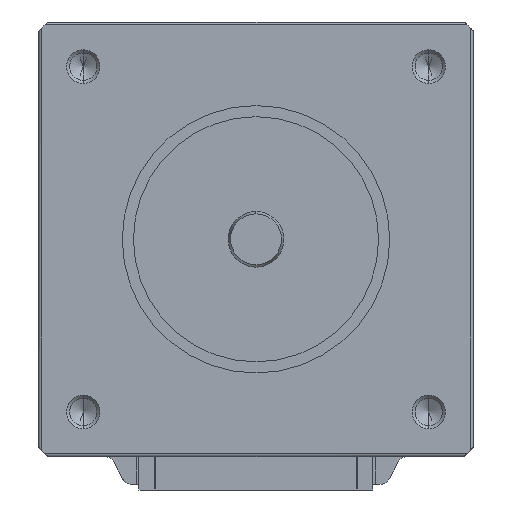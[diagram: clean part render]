
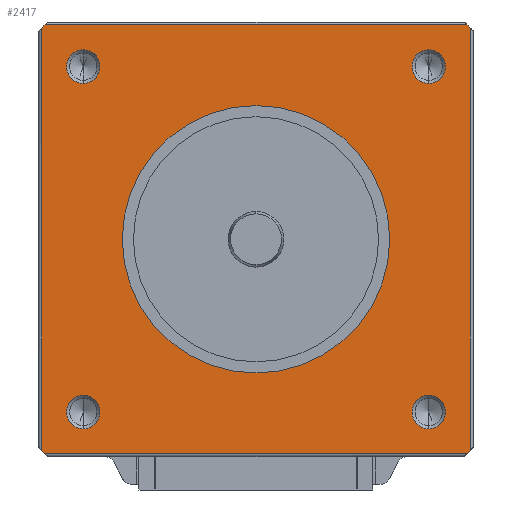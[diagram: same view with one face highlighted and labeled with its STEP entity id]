
A CAD part, left-side view. The second image highlights one B-rep face of the part: STEP entity #2417.
In plain terms, the highlighted planar face has unit normal (-1, 0, 0).
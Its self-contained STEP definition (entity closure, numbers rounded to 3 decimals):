
#1460=CARTESIAN_POINT('POINT1865',(0.,15.5,
   -14.));
#1461=VERTEX_POINT('VERTEX1865',#1460);
#1468=CARTESIAN_POINT('POINT1866',(0.,15.5,
   -17.));
#1469=VERTEX_POINT('VERTEX1866',#1468);
#1470=CARTESIAN_POINT('POS2675',(0.,15.5,
   -15.5));
#1471=DIRECTION('DIR4223',(1.,0.,0.));
#1472=DIRECTION('DIR4224',(0.,0.,1.));
#1473=AXIS2_PLACEMENT_3D('AXIS1549',#1470,#1471,#1472);
#1474=CIRCLE('ELLIPSE896',#1473,1.5);
#1475=EDGE_CURVE('EDGE2736',#1469,#1461,#1474,.T.);
#1495=EDGE_CURVE('EDGE2738',#1461,#1469,#1474,.T.);
#1500=CARTESIAN_POINT('POINT1867',(0.,-15.5,
   -14.));
#1501=VERTEX_POINT('VERTEX1867',#1500);
#1508=CARTESIAN_POINT('POINT1868',(0.,-15.5,
   -17.));
#1509=VERTEX_POINT('VERTEX1868',#1508);
#1510=CARTESIAN_POINT('POS2679',(0.,-15.5,
   -15.5));
#1511=DIRECTION('DIR4229',(1.,0.,0.));
#1512=DIRECTION('DIR4230',(0.,0.,1.));
#1513=AXIS2_PLACEMENT_3D('AXIS1551',#1510,#1511,#1512);
#1514=CIRCLE('ELLIPSE897',#1513,1.5);
#1515=EDGE_CURVE('EDGE2740',#1509,#1501,#1514,.T.);
#1535=EDGE_CURVE('EDGE2742',#1501,#1509,#1514,.T.);
#1540=CARTESIAN_POINT('POINT1869',(0.,15.5,
   17.));
#1541=VERTEX_POINT('VERTEX1869',#1540);
#1548=CARTESIAN_POINT('POINT1870',(0.,15.5,
   14.));
#1549=VERTEX_POINT('VERTEX1870',#1548);
#1550=CARTESIAN_POINT('POS2683',(0.,15.5,
   15.5));
#1551=DIRECTION('DIR4235',(1.,0.,0.));
#1552=DIRECTION('DIR4236',(0.,0.,1.));
#1553=AXIS2_PLACEMENT_3D('AXIS1553',#1550,#1551,#1552);
#1554=CIRCLE('ELLIPSE898',#1553,1.5);
#1555=EDGE_CURVE('EDGE2744',#1549,#1541,#1554,.T.);
#1575=EDGE_CURVE('EDGE2746',#1541,#1549,#1554,.T.);
#1580=CARTESIAN_POINT('POINT1871',(0.,-15.5,
   17.));
#1581=VERTEX_POINT('VERTEX1871',#1580);
#1588=CARTESIAN_POINT('POINT1872',(0.,-15.5,
   14.));
#1589=VERTEX_POINT('VERTEX1872',#1588);
#1590=CARTESIAN_POINT('POS2687',(0.,-15.5,
   15.5));
#1591=DIRECTION('DIR4241',(1.,0.,0.));
#1592=DIRECTION('DIR4242',(0.,0.,1.));
#1593=AXIS2_PLACEMENT_3D('AXIS1555',#1590,#1591,#1592);
#1594=CIRCLE('ELLIPSE899',#1593,1.5);
#1595=EDGE_CURVE('EDGE2748',#1589,#1581,#1594,.T.);
#1615=EDGE_CURVE('EDGE2750',#1581,#1589,#1594,.T.);
#1620=CARTESIAN_POINT('POINT1873',(0.,0.,
   -12.));
#1621=VERTEX_POINT('VERTEX1873',#1620);
#1628=CARTESIAN_POINT('POINT1874',(0.,0.,
   12.));
#1629=VERTEX_POINT('VERTEX1874',#1628);
#1630=CARTESIAN_POINT('POS2691',(0.,0.,0.));
#1631=DIRECTION('DIR4247',(1.,0.,0.));
#1632=DIRECTION('DIR4248',(0.,0.,-1.));
#1633=AXIS2_PLACEMENT_3D('AXIS1557',#1630,#1631,#1632);
#1634=CIRCLE('ELLIPSE900',#1633,12.);
#1635=EDGE_CURVE('EDGE2752',#1629,#1621,#1634,.T.);
#1655=EDGE_CURVE('EDGE2754',#1621,#1629,#1634,.T.);
#2194=CARTESIAN_POINT('POINT1898',(0.,18.932,
   19.25));
#2195=VERTEX_POINT('VERTEX1898',#2194);
#2213=CARTESIAN_POINT('POINT1900',(0.,
   -18.932,19.25));
#2214=VERTEX_POINT('VERTEX1900',#2213);
#2215=CARTESIAN_POINT('POS2724',(0.,19.5,19.25));
#2216=DIRECTION('DIR4296',(0.,1.,0.));
#2217=VECTOR('VEC1152',#2216,1.);
#2218=LINE('STRAIGHT1152',#2215,#2217);
#2219=EDGE_CURVE('EDGE2794',#2214,#2195,#2218,.T.);
#2254=CARTESIAN_POINT('POINT1903',(0.,19.25,
   18.932));
#2255=VERTEX_POINT('VERTEX1903',#2254);
#2279=CARTESIAN_POINT('POINT1905',(0.,19.25,
   -18.932));
#2280=VERTEX_POINT('VERTEX1905',#2279);
#2296=CARTESIAN_POINT('POS2728',(0.,19.25,-19.5));
#2297=DIRECTION('DIR4301',(0.,0.,-1.));
#2298=VECTOR('VEC1155',#2297,1.);
#2299=LINE('STRAIGHT1155',#2296,#2298);
#2300=EDGE_CURVE('EDGE2800',#2255,#2280,#2299,.T.);
#2312=CARTESIAN_POINT('POINT1907',(0.,
   18.932,-19.25));
#2313=VERTEX_POINT('VERTEX1907',#2312);
#2335=CARTESIAN_POINT('POINT1909',(0.,
   -18.932,-19.25));
#2336=VERTEX_POINT('VERTEX1909',#2335);
#2350=CARTESIAN_POINT('POS2731',(0.,-19.5,-19.25));
#2351=DIRECTION('DIR4305',(0.,-1.,0.));
#2352=VECTOR('VEC1157',#2351,1.);
#2353=LINE('STRAIGHT1157',#2350,#2352);
#2354=EDGE_CURVE('EDGE2804',#2313,#2336,#2353,.T.);
#2364=ORIENTED_EDGE('COEDGE5569',*,*,#1655,.T.);
#2365=ORIENTED_EDGE('COEDGE5570',*,*,#1635,.T.);
#2366=EDGE_LOOP('NONE',(#2364,#2365));
#2367=FACE_BOUND('LOOP1',#2366,.T.);
#2368=ORIENTED_EDGE('COEDGE5571',*,*,#1615,.T.);
#2369=ORIENTED_EDGE('COEDGE5572',*,*,#1595,.T.);
#2370=EDGE_LOOP('NONE',(#2368,#2369));
#2371=FACE_BOUND('LOOP1',#2370,.T.);
#2372=ORIENTED_EDGE('COEDGE5573',*,*,#1575,.T.);
#2373=ORIENTED_EDGE('COEDGE5574',*,*,#1555,.T.);
#2374=EDGE_LOOP('NONE',(#2372,#2373));
#2375=FACE_BOUND('LOOP1',#2374,.T.);
#2376=ORIENTED_EDGE('COEDGE5575',*,*,#1535,.T.);
#2377=ORIENTED_EDGE('COEDGE5576',*,*,#1515,.T.);
#2378=EDGE_LOOP('NONE',(#2376,#2377));
#2379=FACE_BOUND('LOOP1',#2378,.T.);
#2380=ORIENTED_EDGE('COEDGE5577',*,*,#1495,.T.);
#2381=ORIENTED_EDGE('COEDGE5578',*,*,#1475,.T.);
#2382=EDGE_LOOP('NONE',(#2380,#2381));
#2383=FACE_BOUND('LOOP1',#2382,.T.);
#2384=ORIENTED_EDGE('COEDGE5579',*,*,#2219,.T.);
#2385=CARTESIAN_POINT('POS2733',(0.,0.,
   0.));
#2386=DIRECTION('DIR4308',(-1.,0.,0.));
#2387=DIRECTION('DIR4309',(0.,0.,-1.));
#2388=AXIS2_PLACEMENT_3D('AXIS1576',#2385,#2386,#2387);
#2389=CIRCLE('ELLIPSE907',#2388,27.);
#2390=EDGE_CURVE('EDGE2805',#2195,#2255,#2389,.T.);
#2391=ORIENTED_EDGE('COEDGE5580',*,*,#2390,.T.);
#2392=ORIENTED_EDGE('COEDGE5581',*,*,#2300,.T.);
#2393=EDGE_CURVE('EDGE2806',#2280,#2313,#2389,.T.);
#2394=ORIENTED_EDGE('COEDGE5582',*,*,#2393,.T.);
#2395=ORIENTED_EDGE('COEDGE5583',*,*,#2354,.T.);
#2396=CARTESIAN_POINT('POINT1910',(0.,-19.25,
   -18.932));
#2397=VERTEX_POINT('VERTEX1910',#2396);
#2398=EDGE_CURVE('EDGE2807',#2336,#2397,#2389,.T.);
#2399=ORIENTED_EDGE('COEDGE5584',*,*,#2398,.T.);
#2400=CARTESIAN_POINT('POINT1911',(0.,-19.25,
   18.932));
#2401=VERTEX_POINT('VERTEX1911',#2400);
#2402=CARTESIAN_POINT('POS2734',(0.,-19.25,19.5));
#2403=DIRECTION('DIR4310',(0.,0.,1.));
#2404=VECTOR('VEC1158',#2403,1.);
#2405=LINE('STRAIGHT1158',#2402,#2404);
#2406=EDGE_CURVE('EDGE2808',#2397,#2401,#2405,.T.);
#2407=ORIENTED_EDGE('COEDGE5585',*,*,#2406,.T.);
#2408=EDGE_CURVE('EDGE2809',#2401,#2214,#2389,.T.);
#2409=ORIENTED_EDGE('COEDGE5586',*,*,#2408,.T.);
#2410=EDGE_LOOP('NONE',(#2384,#2391,#2392,#2394,#2395,#2399,#2407,#2409)
   );
#2411=FACE_BOUND('LOOP1',#2410,.T.);
#2412=CARTESIAN_POINT('POS2735',(0.,0.,
   0.));
#2413=DIRECTION('DIR4311',(-1.,0.,0.));
#2414=DIRECTION('DIR4312',(0.,1.,0.));
#2415=AXIS2_PLACEMENT_3D('AXIS1577',#2412,#2413,#2414);
#2416=PLANE('PLANE336',#2415);
#2417=ADVANCED_FACE('FACE1046',(#2367,#2371,#2375,#2379,#2383,#2411),
   #2416,.T.);
